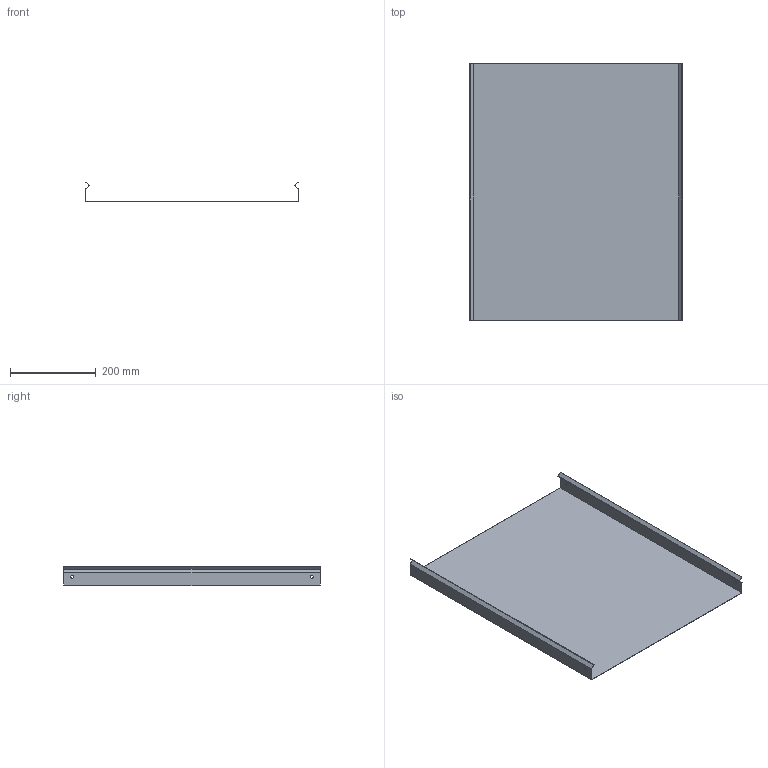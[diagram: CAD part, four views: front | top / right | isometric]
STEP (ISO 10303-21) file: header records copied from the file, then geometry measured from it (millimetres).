
FILE_DESCRIPTION(/* description */ (''),/* implementation_level */ '2;1');
FILE_NAME(/* name */ 'TR-50x500.ipt.stp',/* time_stamp */ '2023-05-26T09:31:23+03:00',/* author */ ('Ртищев А.О.'),/* organization */ (''),/* preprocessor_version */ 'ST-DEVELOPER v19.2',/* originating_system */ 'Autodesk Inventor 2023',/* authorisation */ '');
FILE_SCHEMA (('AUTOMOTIVE_DESIGN { 1 0 10303 214 3 1 1 }'));
Length unit declared in the file: millimetre
Products named in the file (1): Телескопическое 
расширение лотка 
"ПЛЮС" 50x500"
Bounding box: 497.74 x 600 x 46.25 mm (x, y, z)
Volume: 359951.4 mm3; surface area: 722391.1 mm2
Topology: 1 solids, 1 shells, 46 faces, 132 edges, 88 vertices
Faces by surface type: plane 42, cylinder 4
Full cylindrical faces by diameter (mm): 7 x4
Entity records: 1589 total; most frequent: CARTESIAN_POINT 267, ORIENTED_EDGE 264, DIRECTION 234, EDGE_CURVE 132, LINE 124, VECTOR 124, VERTEX_POINT 88, AXIS2_PLACEMENT_3D 55
